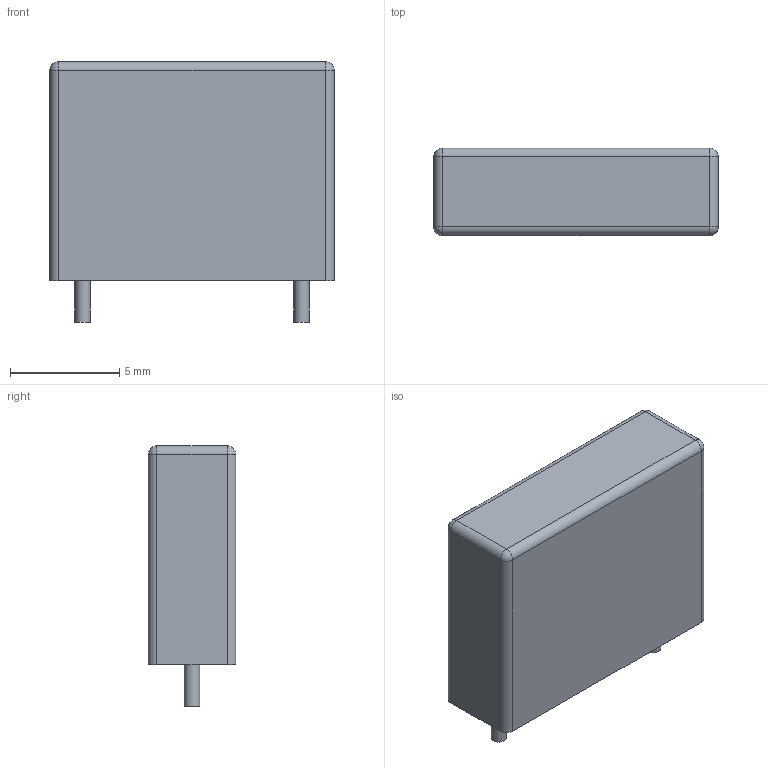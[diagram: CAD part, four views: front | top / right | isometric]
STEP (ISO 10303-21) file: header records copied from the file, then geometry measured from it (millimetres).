
FILE_DESCRIPTION(/* description */ ('model of C_Rect_L13.0mm_W4.0mm_P10.00mm_FKS3_FKP3_MKS4'),/* implementation_level */ '2;1');
FILE_NAME(/* name */ 'C_Rect_L13.0mm_W4.0mm_P10.00mm_FKS3_FKP3_MKS4.step',/* time_stamp */ '2017-06-04T20:40:34',/* author */ ('kicad StepUp','ksu'),/* organization */ ('FreeCAD'),/* preprocessor_version */ 'OCC',/* originating_system */ 'kicad StepUp',/* authorisation */ '');
FILE_SCHEMA(('AUTOMOTIVE_DESIGN_CC2 { 1 2 10303 214 -1 1 5 4 }'));
Length unit declared in the file: millimetre
Products named in the file (1): C_Rect_L130mm_W40mm_P1000mm_FKS3_FKP3_MKS4
Bounding box: 13 x 4 x 11.9 mm (x, y, z)
Volume: 519 mm3; surface area: 439.4 mm2
Topology: 1 solids, 1 shells, 22 faces, 46 edges, 24 vertices
Faces by surface type: cylinder 10, plane 8, sphere 4
Full cylindrical faces by diameter (mm): 0.7 x2
Entity records: 421 total; most frequent: ORIENTED_EDGE 60, CARTESIAN_POINT 46, AXIS2_PLACEMENT_3D 43, EDGE_CURVE 42, FACE_BOUND 24, EDGE_LOOP 24, VERTEX_POINT 24, ADVANCED_FACE 22
